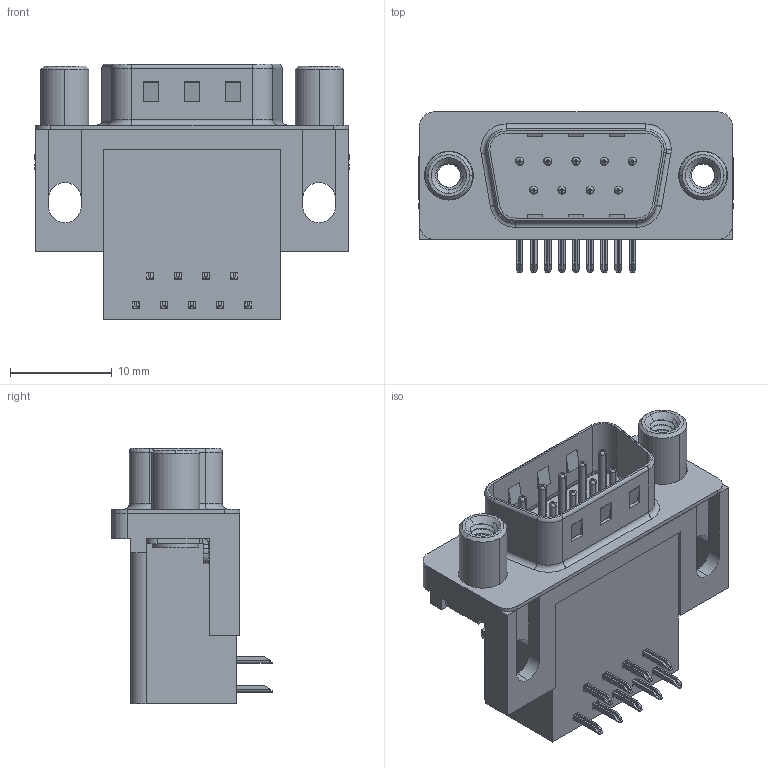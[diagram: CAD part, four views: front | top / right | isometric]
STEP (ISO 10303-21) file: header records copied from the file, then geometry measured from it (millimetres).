
FILE_DESCRIPTION (( 'STEP AP203' ), '1' );
FILE_NAME ('625-009-262-500.STEP', '2018-11-05T20:03:43', ( '' ), ( '' ), 'SwSTEP 2.0', 'SolidWorks 2016', '' );
FILE_SCHEMA (( 'CONFIG_CONTROL_DESIGN' ));
Length unit declared in the file: millimetre
Products named in the file (7): 625 Non Board Mount; 625 Round Threaded Standoff; 625-009-262-500; 625 Shell_9 Socket; 625 Contact Bottom; 625 Contact Top; 625 Housing_9 Socket
Assembly tree (15 placements, depth 2):
  625-009-262-500
    625 Housing_9 Socket
    625 Shell_9 Socket
    625 Contact Bottom  x4
    625 Contact Top  x5
    625 Non Board Mount  x2
    625 Round Threaded Standoff  x2
Bounding box: 30.89 x 15.73 x 25.16 mm (x, y, z)
Volume: 4538.3 mm3; surface area: 5016.5 mm2
Topology: 15 solids, 15 shells, 985 faces, 2479 edges, 1547 vertices
Faces by surface type: plane 567, cylinder 321, torus 69, bspline 16, cone 12
Entity records: 16425 total; most frequent: CARTESIAN_POINT 4324, DIRECTION 2352, ORIENTED_EDGE 2294, EDGE_CURVE 1147, AXIS2_PLACEMENT_3D 807, VECTOR 738, LINE 738, VERTEX_POINT 731
